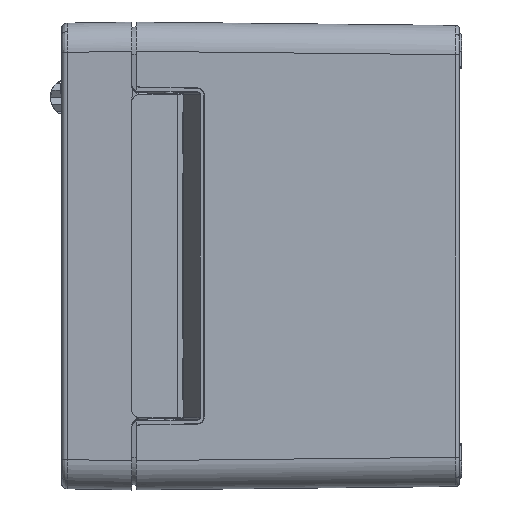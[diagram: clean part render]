
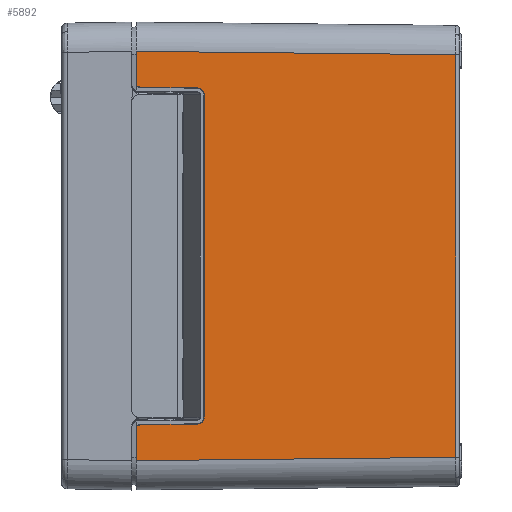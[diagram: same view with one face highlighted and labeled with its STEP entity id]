
A CAD part, left-side view. The second image highlights one B-rep face of the part: STEP entity #5892.
In plain terms, the highlighted planar face has unit normal (-1, -0.011, 0).
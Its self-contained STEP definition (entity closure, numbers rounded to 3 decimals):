
#1767 = ORIENTED_EDGE ( 'NONE', *, *, #116410, .T. ) ;
#3826 = VERTEX_POINT ( 'NONE', #35682 ) ;
#3950 = ORIENTED_EDGE ( 'NONE', *, *, #4466, .T. ) ;
#3980 = VERTEX_POINT ( 'NONE', #36180 ) ;
#4466 = EDGE_CURVE ( 'NONE', #3980, #114934, #130847, .T. ) ;
#5734 = EDGE_LOOP ( 'NONE', ( #5832, #3950, #1767, #138664, #35384, #34583, #35174, #36534, #36572, #73361, #75361, #7263 ) ) ;
#5806 = EDGE_CURVE ( 'NONE', #3980, #3826, #134459, .T. ) ;
#5832 = ORIENTED_EDGE ( 'NONE', *, *, #5806, .F. ) ;
#5892 = ADVANCED_FACE ( 'NONE', ( #134662 ), #134644, .T. ) ;
#7162 = VERTEX_POINT ( 'NONE', #136484 ) ;
#7263 = ORIENTED_EDGE ( 'NONE', *, *, #13610, .T. ) ;
#9449 = EDGE_CURVE ( 'NONE', #7162, #69687, #138890, .T. ) ;
#13610 = EDGE_CURVE ( 'NONE', #7162, #3826, #145781, .T. ) ;
#34583 = ORIENTED_EDGE ( 'NONE', *, *, #35312, .T. ) ;
#35174 = ORIENTED_EDGE ( 'NONE', *, *, #110207, .T. ) ;
#35300 = VERTEX_POINT ( 'NONE', #60850 ) ;
#35312 = EDGE_CURVE ( 'NONE', #35300, #102765, #60849, .T. ) ;
#35384 = ORIENTED_EDGE ( 'NONE', *, *, #36518, .T. ) ;
#35682 = CARTESIAN_POINT ( 'NONE',  ( -149.685, -30.052, -71.795 ) ) ;
#36180 = CARTESIAN_POINT ( 'NONE',  ( -149.948, -4.983, -72.233 ) ) ;
#36518 = EDGE_CURVE ( 'NONE', #66869, #35300, #61042, .T. ) ;
#36528 = VERTEX_POINT ( 'NONE', #61038 ) ;
#36534 = ORIENTED_EDGE ( 'NONE', *, *, #36608, .T. ) ;
#36572 = ORIENTED_EDGE ( 'NONE', *, *, #69235, .T. ) ;
#36608 = EDGE_CURVE ( 'NONE', #102946, #36528, #61037, .T. ) ;
#36614 = EDGE_CURVE ( 'NONE', #118114, #66869, #61031, .T. ) ;
#60847 = VECTOR ( 'NONE', #60918, 1000. ) ;
#60848 = CARTESIAN_POINT ( 'NONE',  ( -150.001, 0.131, 87.502 ) ) ;
#60849 = LINE ( 'NONE', #60848, #60847 ) ;
#60850 = CARTESIAN_POINT ( 'NONE',  ( -148.528, -140.516, 86.029 ) ) ;
#60918 = DIRECTION ( 'NONE',  ( -0.01, 1., 0.01 ) ) ;
#61028 = DIRECTION ( 'NONE',  ( 0.01, -1., 0.01 ) ) ;
#61029 = VECTOR ( 'NONE', #61028, 1000. ) ;
#61030 = CARTESIAN_POINT ( 'NONE',  ( -149.979, -1.963, -87.48 ) ) ;
#61031 = LINE ( 'NONE', #61030, #61029 ) ;
#61033 = CARTESIAN_POINT ( 'NONE',  ( -149.948, -4.983, 72.233 ) ) ;
#61034 = CARTESIAN_POINT ( 'NONE',  ( -149.954, -4.405, 72.243 ) ) ;
#61035 = CARTESIAN_POINT ( 'NONE',  ( -149.958, -4., 72.655 ) ) ;
#61036 = CARTESIAN_POINT ( 'NONE',  ( -149.958, -4., 73.233 ) ) ;
#61037 =( BOUNDED_CURVE ( )  B_SPLINE_CURVE ( 3, ( #61036, #61035, #61034, #61033 ),
 .UNSPECIFIED., .F., .T. ) 
 B_SPLINE_CURVE_WITH_KNOTS ( ( 4, 4 ),
 ( 0., 1.553 ),
 .UNSPECIFIED. ) 
 CURVE ( )  GEOMETRIC_REPRESENTATION_ITEM ( )  RATIONAL_B_SPLINE_CURVE ( ( 1., 0.809, 0.809, 1. ) ) 
 REPRESENTATION_ITEM ( '' )  );
#61038 = CARTESIAN_POINT ( 'NONE',  ( -149.948, -4.983, 72.233 ) ) ;
#61039 = DIRECTION ( 'NONE',  ( 0., 0., 1. ) ) ;
#61040 = VECTOR ( 'NONE', #61039, 1000. ) ;
#61041 = CARTESIAN_POINT ( 'NONE',  ( -148.528, -140.516, 100. ) ) ;
#61042 = LINE ( 'NONE', #61041, #61040 ) ;
#66869 = VERTEX_POINT ( 'NONE', #80119 ) ;
#69235 = EDGE_CURVE ( 'NONE', #36528, #73011, #84286, .T. ) ;
#69687 = VERTEX_POINT ( 'NONE', #84605 ) ;
#73011 = VERTEX_POINT ( 'NONE', #87613 ) ;
#73361 = ORIENTED_EDGE ( 'NONE', *, *, #73486, .T. ) ;
#73486 = EDGE_CURVE ( 'NONE', #73011, #69687, #88213, .T. ) ;
#75361 = ORIENTED_EDGE ( 'NONE', *, *, #9449, .F. ) ;
#80119 = CARTESIAN_POINT ( 'NONE',  ( -148.528, -140.516, -86.029 ) ) ;
#84282 = DIRECTION ( 'NONE',  ( 0.01, -1., -0.017 ) ) ;
#84284 = VECTOR ( 'NONE', #84282, 1000. ) ;
#84285 = CARTESIAN_POINT ( 'NONE',  ( -149.973, -2.565, 72.275 ) ) ;
#84286 = LINE ( 'NONE', #84285, #84284 ) ;
#84605 = CARTESIAN_POINT ( 'NONE',  ( -149.654, -33., 68.796 ) ) ;
#87613 = CARTESIAN_POINT ( 'NONE',  ( -149.685, -30.052, 71.795 ) ) ;
#88208 = CARTESIAN_POINT ( 'NONE',  ( -149.654, -33., 68.796 ) ) ;
#88209 = CARTESIAN_POINT ( 'NONE',  ( -149.654, -33., 70.529 ) ) ;
#88210 = CARTESIAN_POINT ( 'NONE',  ( -149.667, -31.785, 71.765 ) ) ;
#88211 = CARTESIAN_POINT ( 'NONE',  ( -149.685, -30.052, 71.795 ) ) ;
#88213 =( BOUNDED_CURVE ( )  B_SPLINE_CURVE ( 3, ( #88211, #88210, #88209, #88208 ),
 .UNSPECIFIED., .F., .T. ) 
 B_SPLINE_CURVE_WITH_KNOTS ( ( 4, 4 ),
 ( 4.73, 6.283 ),
 .UNSPECIFIED. ) 
 CURVE ( )  GEOMETRIC_REPRESENTATION_ITEM ( )  RATIONAL_B_SPLINE_CURVE ( ( 1., 0.809, 0.809, 1. ) ) 
 REPRESENTATION_ITEM ( '' )  );
#102765 = VERTEX_POINT ( 'NONE', #108013 ) ;
#102946 = VERTEX_POINT ( 'NONE', #108047 ) ;
#108013 = CARTESIAN_POINT ( 'NONE',  ( -149.958, -4., 87.459 ) ) ;
#108047 = CARTESIAN_POINT ( 'NONE',  ( -149.958, -4., 73.233 ) ) ;
#110207 = EDGE_CURVE ( 'NONE', #102765, #102946, #115049, .T. ) ;
#114934 = VERTEX_POINT ( 'NONE', #118395 ) ;
#115031 = DIRECTION ( 'NONE',  ( 0., 0., -1. ) ) ;
#115032 = VECTOR ( 'NONE', #115031, 1000. ) ;
#115043 = CARTESIAN_POINT ( 'NONE',  ( -149.958, -4., 100. ) ) ;
#115049 = LINE ( 'NONE', #115043, #115032 ) ;
#116410 = EDGE_CURVE ( 'NONE', #114934, #118114, #119774, .T. ) ;
#118114 = VERTEX_POINT ( 'NONE', #121194 ) ;
#118395 = CARTESIAN_POINT ( 'NONE',  ( -149.958, -4., -73.233 ) ) ;
#119772 = VECTOR ( 'NONE', #119781, 1000. ) ;
#119773 = CARTESIAN_POINT ( 'NONE',  ( -149.958, -4., 100. ) ) ;
#119774 = LINE ( 'NONE', #119773, #119772 ) ;
#119781 = DIRECTION ( 'NONE',  ( 0., 0., -1. ) ) ;
#121194 = CARTESIAN_POINT ( 'NONE',  ( -149.958, -4., -87.459 ) ) ;
#130847 =( BOUNDED_CURVE ( )  B_SPLINE_CURVE ( 3, ( #130928, #130926, #130925, #130923 ),
 .UNSPECIFIED., .F., .T. ) 
 B_SPLINE_CURVE_WITH_KNOTS ( ( 4, 4 ),
 ( 4.73, 6.283 ),
 .UNSPECIFIED. ) 
 CURVE ( )  GEOMETRIC_REPRESENTATION_ITEM ( )  RATIONAL_B_SPLINE_CURVE ( ( 1., 0.809, 0.809, 1. ) ) 
 REPRESENTATION_ITEM ( '' )  );
#130923 = CARTESIAN_POINT ( 'NONE',  ( -149.958, -4., -73.233 ) ) ;
#130925 = CARTESIAN_POINT ( 'NONE',  ( -149.958, -4., -72.655 ) ) ;
#130926 = CARTESIAN_POINT ( 'NONE',  ( -149.954, -4.405, -72.243 ) ) ;
#130928 = CARTESIAN_POINT ( 'NONE',  ( -149.948, -4.983, -72.233 ) ) ;
#134453 = DIRECTION ( 'NONE',  ( 0.01, -1., 0.017 ) ) ;
#134454 = VECTOR ( 'NONE', #134453, 1000. ) ;
#134455 = CARTESIAN_POINT ( 'NONE',  ( -149.973, -2.565, -72.275 ) ) ;
#134459 = LINE ( 'NONE', #134455, #134454 ) ;
#134637 = AXIS2_PLACEMENT_3D ( 'NONE', #134655, #134653, #134651 ) ;
#134644 = PLANE ( 'NONE',  #134637 ) ;
#134651 = DIRECTION ( 'NONE',  ( 0.01, -1., 0. ) ) ;
#134653 = DIRECTION ( 'NONE',  ( -1., -0.01, 0. ) ) ;
#134655 = CARTESIAN_POINT ( 'NONE',  ( -150., 0., 100. ) ) ;
#134662 = FACE_OUTER_BOUND ( 'NONE', #5734, .T. ) ;
#136484 = CARTESIAN_POINT ( 'NONE',  ( -149.654, -33., -68.796 ) ) ;
#138664 = ORIENTED_EDGE ( 'NONE', *, *, #36614, .T. ) ;
#138886 = DIRECTION ( 'NONE',  ( 0., 0., 1. ) ) ;
#138888 = VECTOR ( 'NONE', #138886, 1000. ) ;
#138889 = CARTESIAN_POINT ( 'NONE',  ( -149.654, -33., -72.25 ) ) ;
#138890 = LINE ( 'NONE', #138889, #138888 ) ;
#145754 = CARTESIAN_POINT ( 'NONE',  ( -149.685, -30.052, -71.795 ) ) ;
#145755 = CARTESIAN_POINT ( 'NONE',  ( -149.667, -31.785, -71.765 ) ) ;
#145756 = CARTESIAN_POINT ( 'NONE',  ( -149.654, -33., -70.529 ) ) ;
#145757 = CARTESIAN_POINT ( 'NONE',  ( -149.654, -33., -68.796 ) ) ;
#145781 =( BOUNDED_CURVE ( )  B_SPLINE_CURVE ( 3, ( #145757, #145756, #145755, #145754 ),
 .UNSPECIFIED., .F., .F. ) 
 B_SPLINE_CURVE_WITH_KNOTS ( ( 4, 4 ),
 ( 0., 1.553 ),
 .UNSPECIFIED. ) 
 CURVE ( )  GEOMETRIC_REPRESENTATION_ITEM ( )  RATIONAL_B_SPLINE_CURVE ( ( 1., 0.809, 0.809, 1. ) ) 
 REPRESENTATION_ITEM ( '' )  );
